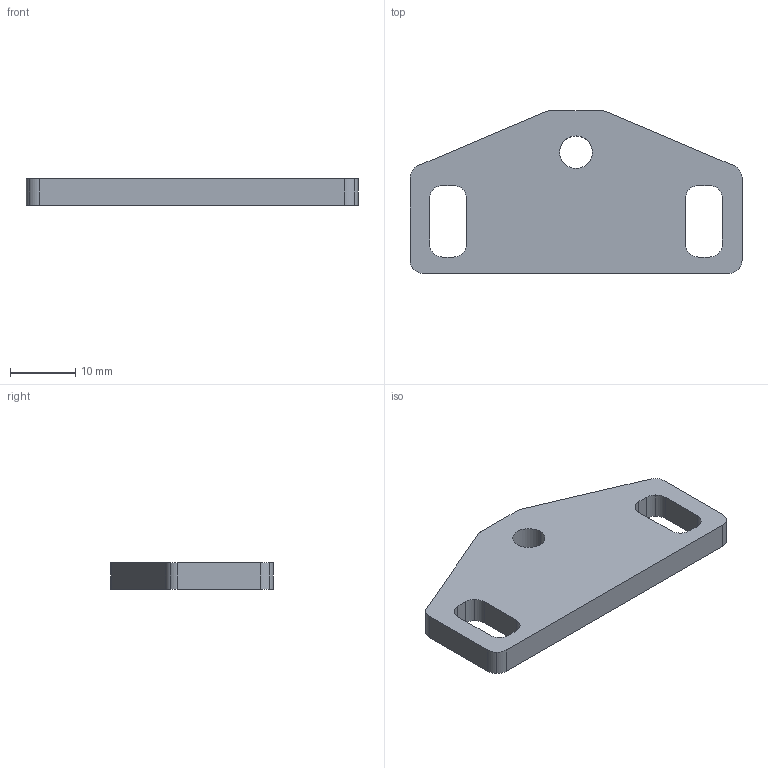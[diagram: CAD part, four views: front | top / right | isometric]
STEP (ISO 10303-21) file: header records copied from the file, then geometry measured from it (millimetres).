
FILE_DESCRIPTION(('STEP AP214'),'1');
FILE_NAME('piece-colinas.stp','2021-01-26T12:02:48',(' '),(' '),'Spatial InterOp 3D',' ',' ');
FILE_SCHEMA(('AUTOMOTIVE_DESIGN { 1 0 10303 214 1 1 1 1 }'));
Length unit declared in the file: metre
Products named in the file (3): piece porte bagage velo claire v2; Component2; piece-colinas
Assembly tree (2 placements, depth 3):
  piece-colinas
    piece porte bagage velo claire v2
      Component2
Bounding box: 51 x 25 x 4 mm (x, y, z)
Volume: 3775.8 mm3; surface area: 2731.3 mm2
Topology: 1 solids, 1 shells, 46 faces, 134 edges, 90 vertices
Faces by surface type: cylinder 30, plane 16
Entity records: 1649 total; most frequent: DIRECTION 296, CARTESIAN_POINT 274, ORIENTED_EDGE 268, EDGE_CURVE 134, AXIS2_PLACEMENT_3D 112, VERTEX_POINT 90, LINE 72, VECTOR 72
